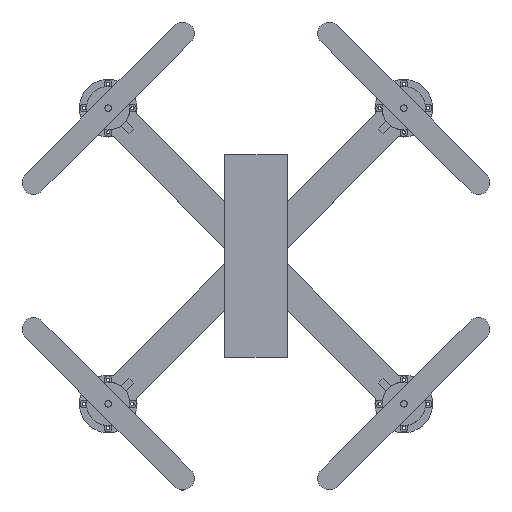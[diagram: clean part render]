
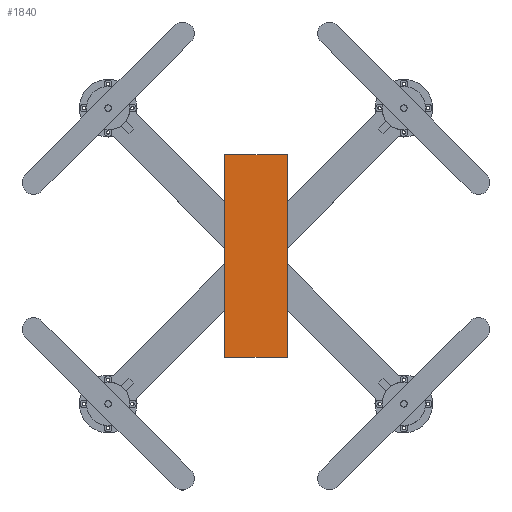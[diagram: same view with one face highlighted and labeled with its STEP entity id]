
A CAD part, top view. The second image highlights one B-rep face of the part: STEP entity #1840.
In plain terms, the highlighted planar face has unit normal (0, 0, 1).
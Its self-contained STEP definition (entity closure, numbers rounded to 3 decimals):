
#229=FACE_OUTER_BOUND('',#346,.T.);
#346=EDGE_LOOP('',(#1599,#1600,#1601,#1602));
#495=LINE('',#2991,#653);
#513=LINE('',#3052,#671);
#521=LINE('',#3088,#679);
#522=LINE('',#3089,#680);
#653=VECTOR('',#2451,10.);
#671=VECTOR('',#2513,10.);
#679=VECTOR('',#2555,10.);
#680=VECTOR('',#2556,10.);
#907=VERTEX_POINT('',#2988);
#908=VERTEX_POINT('',#2990);
#929=VERTEX_POINT('',#3050);
#940=VERTEX_POINT('',#3087);
#1129=EDGE_CURVE('',#908,#907,#495,.T.);
#1159=EDGE_CURVE('',#907,#929,#513,.T.);
#1177=EDGE_CURVE('',#940,#929,#521,.T.);
#1178=EDGE_CURVE('',#940,#908,#522,.T.);
#1599=ORIENTED_EDGE('',*,*,#1177,.F.);
#1600=ORIENTED_EDGE('',*,*,#1178,.T.);
#1601=ORIENTED_EDGE('',*,*,#1129,.T.);
#1602=ORIENTED_EDGE('',*,*,#1159,.T.);
#1751=PLANE('',#2057);
#1840=ADVANCED_FACE('',(#229),#1751,.T.);
#2057=AXIS2_PLACEMENT_3D('',#3086,#2553,#2554);
#2451=DIRECTION('',(0.,-1.,0.));
#2513=DIRECTION('',(1.,0.,0.));
#2553=DIRECTION('center_axis',(0.,0.,1.));
#2554=DIRECTION('ref_axis',(1.,0.,0.));
#2555=DIRECTION('',(0.,-1.,0.));
#2556=DIRECTION('',(-1.,0.,0.));
#2988=CARTESIAN_POINT('',(-20.,-65.,3.));
#2990=CARTESIAN_POINT('',(-20.,65.,3.));
#2991=CARTESIAN_POINT('',(-20.,-65.,3.));
#3050=CARTESIAN_POINT('',(20.,-65.,3.));
#3052=CARTESIAN_POINT('',(0.,-65.,3.));
#3086=CARTESIAN_POINT('Origin',(10.,32.5,3.));
#3087=CARTESIAN_POINT('',(20.,65.,3.));
#3088=CARTESIAN_POINT('',(20.,-65.,3.));
#3089=CARTESIAN_POINT('',(0.,65.,3.));
